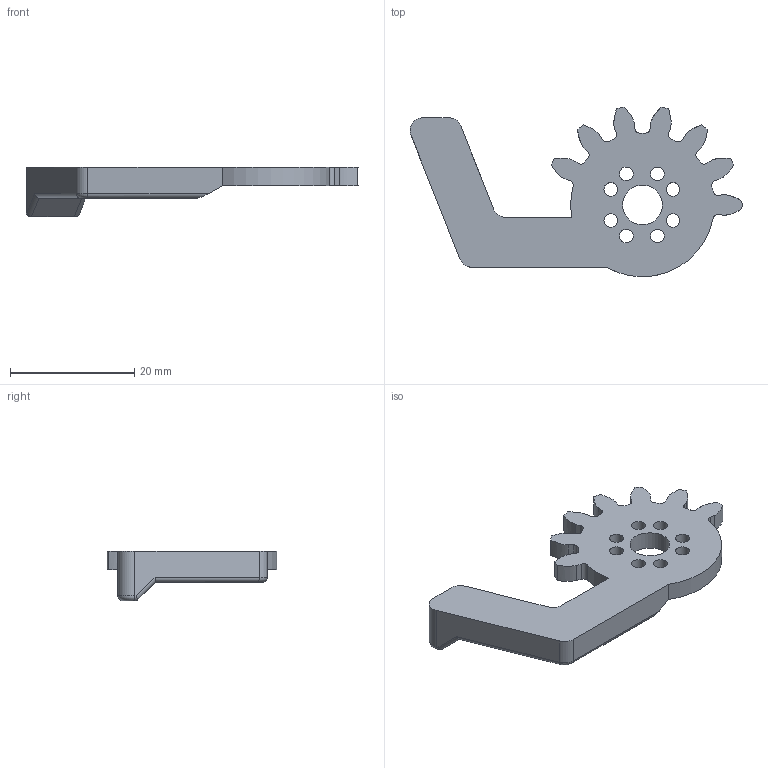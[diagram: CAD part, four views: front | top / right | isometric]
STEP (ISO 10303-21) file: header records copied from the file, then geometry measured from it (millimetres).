
FILE_DESCRIPTION(/* description */ (''),/* implementation_level */ '2;1');
FILE_NAME(/* name */ 'part16.step',/* time_stamp */ '2018-01-15T18:48:06+09:00',/* author */ (''),/* organization */ (''),/* preprocessor_version */ 'ST-DEVELOPER v16.13',/* originating_system */ 'Autodesk Translation Framework v6.5.0.72',/* authorisation */ '');
FILE_SCHEMA (('AUTOMOTIVE_DESIGN { 1 0 10303 214 3 1 1 }'));
Length unit declared in the file: millimetre
Products named in the file (1): Spur Gear (14 teeth)
Bounding box: 53.38 x 27.27 x 8 mm (x, y, z)
Volume: 2925.6 mm3; surface area: 2510.4 mm2
Topology: 1 solids, 1 shells, 94 faces, 266 edges, 174 vertices
Faces by surface type: cylinder 51, plane 24, bspline 14, torus 4, cone 1
Full cylindrical faces by diameter (mm): 2.2 x8, 6.4 x1
Entity records: 7180 total; most frequent: CARTESIAN_POINT 4720, ORIENTED_EDGE 532, DIRECTION 502, EDGE_CURVE 266, AXIS2_PLACEMENT_3D 187, VERTEX_POINT 174, LINE 128, VECTOR 128
